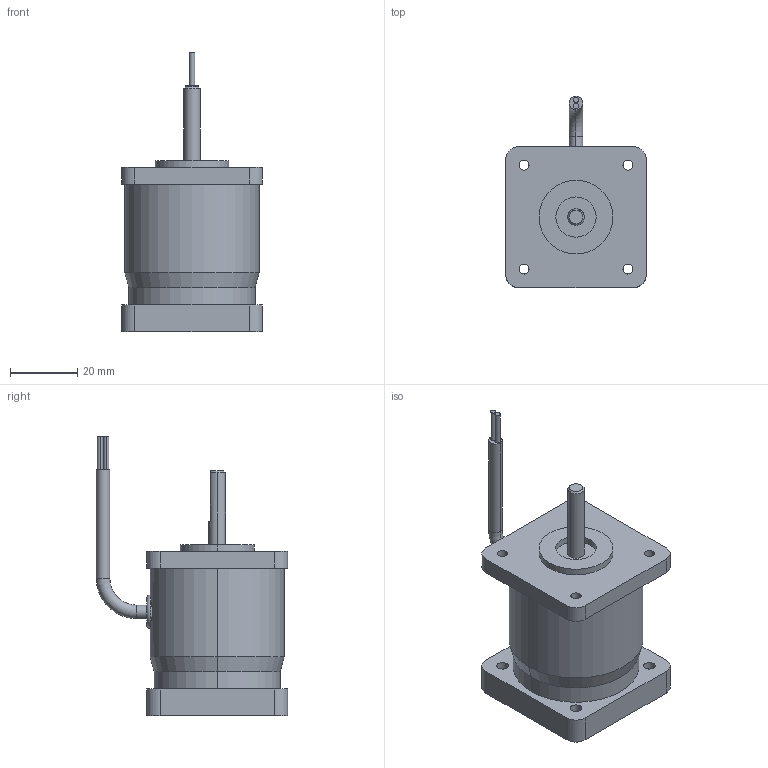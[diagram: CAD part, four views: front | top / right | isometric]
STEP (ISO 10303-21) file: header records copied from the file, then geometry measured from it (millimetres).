
FILE_DESCRIPTION (( 'STEP AP214' ), '1' );
FILE_NAME ('BPC017-21-003, Brake 42 mm.STEP', '2023-06-26T17:38:10', ( '' ), ( '' ), 'SwSTEP 2.0', 'SolidWorks 2019', '' );
FILE_SCHEMA (( 'AUTOMOTIVE_DESIGN' ));
Length unit declared in the file: millimetre
Products named in the file (1): BPC017-21-003, Brake 42 mm
Bounding box: 42 x 56.99 x 83.35 mm (x, y, z)
Volume: 63440.1 mm3; surface area: 14680.1 mm2
Topology: 1 solids, 1 shells, 89 faces, 210 edges, 135 vertices
Faces by surface type: cylinder 54, plane 26, cone 5, torus 4
Entity records: 2743 total; most frequent: CARTESIAN_POINT 519, DIRECTION 503, ORIENTED_EDGE 420, EDGE_CURVE 210, AXIS2_PLACEMENT_3D 207, VERTEX_POINT 135, EDGE_LOOP 117, CIRCLE 117
